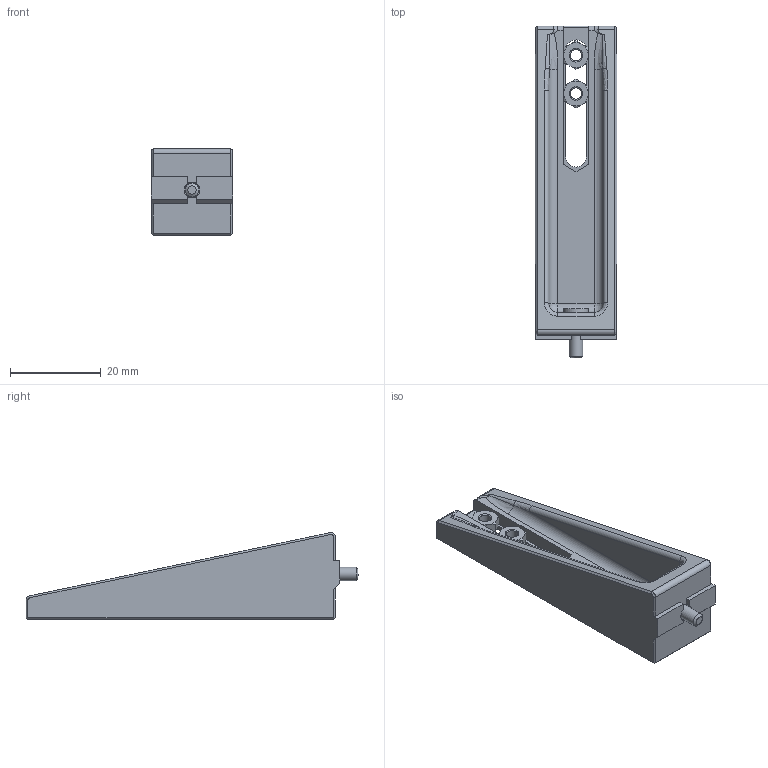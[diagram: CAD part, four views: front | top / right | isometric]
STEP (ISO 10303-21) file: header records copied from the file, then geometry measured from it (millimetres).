
FILE_DESCRIPTION(/* description */ (''),/* implementation_level */ '2;1');
FILE_NAME(/* name */ 'extension_bracket_v1.8_rev4.step',/* time_stamp */ '2020-09-20T17:38:21+10:00',/* author */ (''),/* organization */ (''),/* preprocessor_version */ 'ST-DEVELOPER v18.1',/* originating_system */ 'Autodesk Translation Framework v9.3.0.1241',/* authorisation */ '');
FILE_SCHEMA (('AUTOMOTIVE_DESIGN { 1 0 10303 214 3 1 1 }'));
Length unit declared in the file: millimetre
Products named in the file (4): V1.8_extension_bracket; hex nut style 1_am_B18.2.4.1M - Hex nut, Style 1,  M3 x 0.5 --D-N; extension_bracket; M3x8 SHCS (1)
Assembly tree (4 placements, depth 2):
  V1.8_extension_bracket
    hex nut style 1_am_B18.2.4.1M - Hex nut, Style 1,  M3 x 0.5 --D-N  x2
    extension_bracket
    M3x8 SHCS (1)
Bounding box: 18 x 73.3 x 19.14 mm (x, y, z)
Volume: 9396.4 mm3; surface area: 5805.4 mm2
Topology: 4 solids, 4 shells, 148 faces, 353 edges, 214 vertices
Faces by surface type: plane 69, cone 41, cylinder 24, bspline 10, sphere 2, torus 2
Full cylindrical faces by diameter (mm): 2.5 x2, 3 x3, 3.5 x1, 5.5 x1, 6 x1
Entity records: 4032 total; most frequent: CARTESIAN_POINT 1111, ORIENTED_EDGE 600, DIRECTION 571, EDGE_CURVE 300, AXIS2_PLACEMENT_3D 207, VERTEX_POINT 183, LINE 157, VECTOR 157
